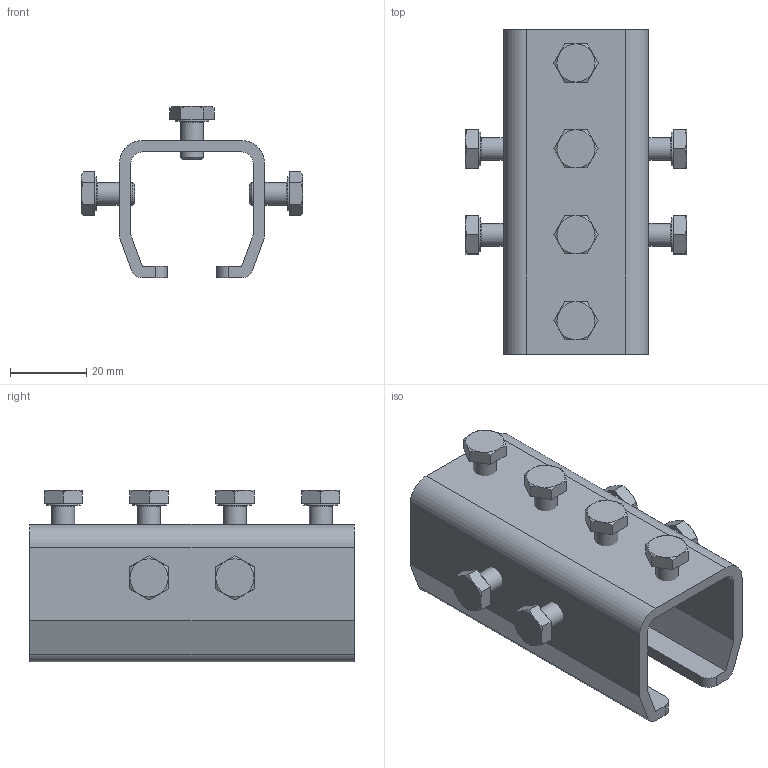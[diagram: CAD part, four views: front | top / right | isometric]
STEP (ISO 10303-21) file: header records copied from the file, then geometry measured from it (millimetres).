
FILE_DESCRIPTION(('STEP AP214'),'1');
FILE_NAME('PMH Skarvmuff 1103.stp','2013-08-16T08:20:48',(' '),(' '),'Spatial InterOp 3D',' ',' ');
FILE_SCHEMA(('automotive_design'));
Length unit declared in the file: millimetre
Products named in the file (3): PMH Kabelskena skarvmuff 1103 ; NAUO9; NAUO8
Assembly tree (9 placements, depth 2):
  PMH Kabelskena skarvmuff 1103 
    NAUO9
    NAUO8  x8
Bounding box: 58 x 85 x 45 mm (x, y, z)
Volume: 33182.2 mm3; surface area: 24279 mm2
Topology: 9 solids, 9 shells, 196 faces, 426 edges, 264 vertices
Faces by surface type: plane 98, cone 56, cylinder 34, torus 8
Full cylindrical faces by diameter (mm): 5.1 x8, 6 x8, 8.88 x8
Entity records: 2278 total; most frequent: CARTESIAN_POINT 360, DIRECTION 298, ORIENTED_EDGE 260, EDGE_CURVE 130, AXIS2_PLACEMENT_3D 114, VERTEX_POINT 92, EDGE_LOOP 86, LINE 70
